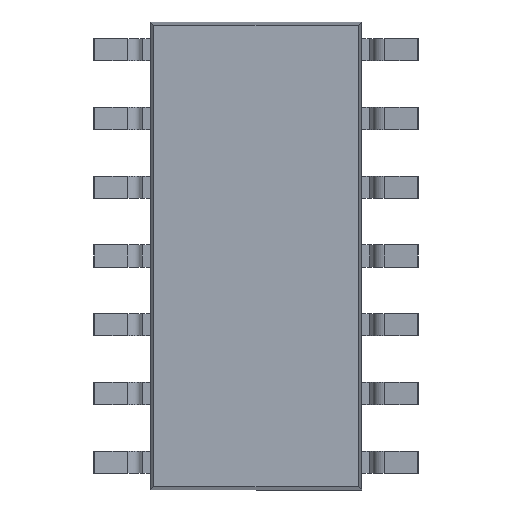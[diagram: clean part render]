
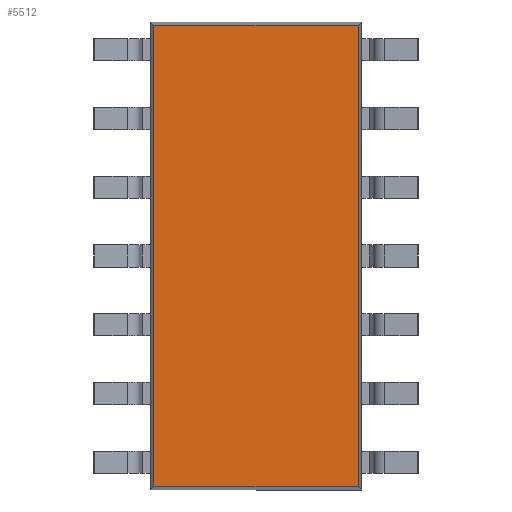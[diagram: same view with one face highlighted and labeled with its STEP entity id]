
A CAD part, front view. The second image highlights one B-rep face of the part: STEP entity #5512.
In plain terms, the highlighted planar face has unit normal (0, -1, 0).
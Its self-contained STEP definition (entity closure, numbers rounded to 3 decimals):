
#48 = ORIENTED_EDGE ( 'NONE', *, *, #4733, .T. ) ;
#109 = CARTESIAN_POINT ( 'NONE',  ( -1.894, 0.25, 4.325 ) ) ;
#201 = DIRECTION ( 'NONE',  ( 0., 0., 1. ) ) ;
#456 = DIRECTION ( 'NONE',  ( 1., 0., 0. ) ) ;
#517 = DIRECTION ( 'NONE',  ( 0., 0., -1. ) ) ;
#578 = DIRECTION ( 'NONE',  ( 0., 0., -1. ) ) ;
#634 = EDGE_CURVE ( 'NONE', #913, #4423, #1773, .T. ) ;
#799 = VERTEX_POINT ( 'NONE', #1452 ) ;
#848 = CARTESIAN_POINT ( 'NONE',  ( 1.95, 0.25, 4.269 ) ) ;
#913 = VERTEX_POINT ( 'NONE', #6683 ) ;
#1139 = EDGE_LOOP ( 'NONE', ( #48, #6513, #1308, #4350 ) ) ;
#1308 = ORIENTED_EDGE ( 'NONE', *, *, #3166, .T. ) ;
#1368 = PLANE ( 'NONE',  #1774 ) ;
#1452 = CARTESIAN_POINT ( 'NONE',  ( -1.894, 0.25, 4.269 ) ) ;
#1773 = LINE ( 'NONE', #4808, #6387 ) ;
#1774 = AXIS2_PLACEMENT_3D ( 'NONE', #3442, #2497, #517 ) ;
#1888 = FACE_OUTER_BOUND ( 'NONE', #1139, .T. ) ;
#1950 = DIRECTION ( 'NONE',  ( -1., 0., 0. ) ) ;
#1965 = LINE ( 'NONE', #5120, #5616 ) ;
#2210 = CARTESIAN_POINT ( 'NONE',  ( -1.894, 0.25, -4.269 ) ) ;
#2497 = DIRECTION ( 'NONE',  ( 0., -1., 0. ) ) ;
#3166 = EDGE_CURVE ( 'NONE', #4423, #799, #3880, .T. ) ;
#3442 = CARTESIAN_POINT ( 'NONE',  ( 0., 0.25, 0. ) ) ;
#3510 = CARTESIAN_POINT ( 'NONE',  ( 1.894, 0.25, 4.269 ) ) ;
#3880 = LINE ( 'NONE', #848, #3886 ) ;
#3886 = VECTOR ( 'NONE', #1950, 1000. ) ;
#4350 = ORIENTED_EDGE ( 'NONE', *, *, #6175, .T. ) ;
#4361 = VECTOR ( 'NONE', #578, 1000. ) ;
#4423 = VERTEX_POINT ( 'NONE', #3510 ) ;
#4733 = EDGE_CURVE ( 'NONE', #5369, #913, #1965, .T. ) ;
#4808 = CARTESIAN_POINT ( 'NONE',  ( 1.894, 0.25, -4.325 ) ) ;
#5120 = CARTESIAN_POINT ( 'NONE',  ( -1.95, 0.25, -4.269 ) ) ;
#5369 = VERTEX_POINT ( 'NONE', #2210 ) ;
#5512 = ADVANCED_FACE ( 'NONE', ( #1888 ), #1368, .T. ) ;
#5616 = VECTOR ( 'NONE', #456, 1000. ) ;
#6175 = EDGE_CURVE ( 'NONE', #799, #5369, #6329, .T. ) ;
#6329 = LINE ( 'NONE', #109, #4361 ) ;
#6387 = VECTOR ( 'NONE', #201, 1000. ) ;
#6513 = ORIENTED_EDGE ( 'NONE', *, *, #634, .T. ) ;
#6683 = CARTESIAN_POINT ( 'NONE',  ( 1.894, 0.25, -4.269 ) ) ;
